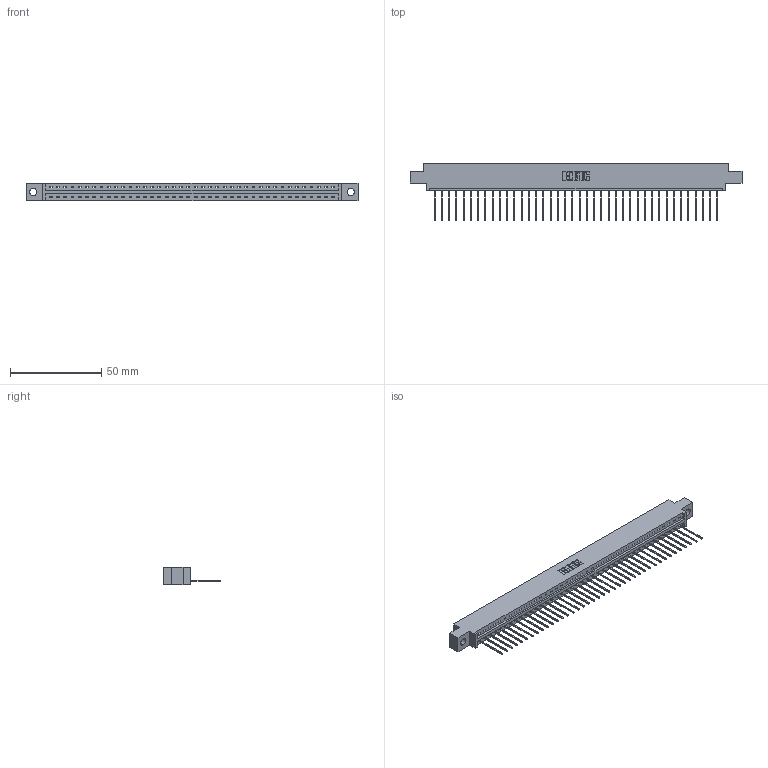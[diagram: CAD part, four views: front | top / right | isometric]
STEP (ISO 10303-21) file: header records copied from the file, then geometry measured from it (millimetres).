
FILE_DESCRIPTION (( 'STEP AP203' ), '1' );
FILE_NAME ('387-040-542-604.STEP', '2018-09-19T16:29:32', ( '' ), ( '' ), 'SwSTEP 2.0', 'SolidWorks 2016', '' );
FILE_SCHEMA (( 'CONFIG_CONTROL_DESIGN' ));
Length unit declared in the file: inch
Products named in the file (3): 337 Part_0.170 Offset - 0.156 Dia-TH; 345-292-001_345-293-142; 387-040-542-604
Assembly tree (41 placements, depth 2):
  387-040-542-604
    337 Part_0.170 Offset - 0.156 Dia-TH
    345-292-001_345-293-142  x40
Bounding box: 181.51 x 31.63 x 9.4 mm (x, y, z)
Volume: 18723.4 mm3; surface area: 19813.8 mm2
Topology: 41 solids, 41 shells, 2598 faces, 7843 edges, 5174 vertices
Faces by surface type: plane 1914, cylinder 684
Entity records: 30145 total; most frequent: CARTESIAN_POINT 5258, ORIENTED_EDGE 5234, DIRECTION 4429, EDGE_CURVE 2617, LINE 2489, VECTOR 2489, VERTEX_POINT 1742, AXIS2_PLACEMENT_3D 970
